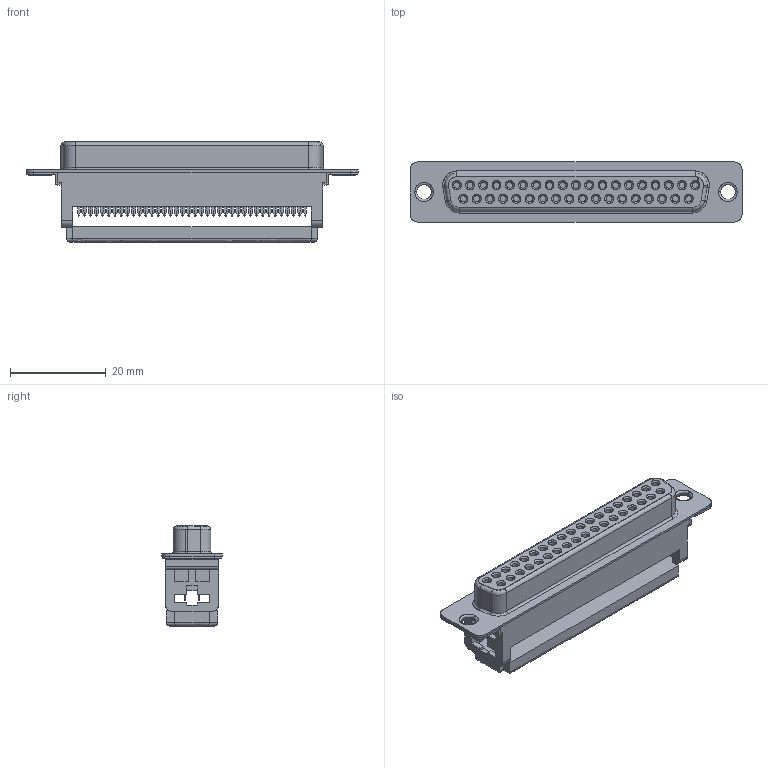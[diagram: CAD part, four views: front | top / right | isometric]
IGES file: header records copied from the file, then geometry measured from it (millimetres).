
Start section: SolidWorks IGES file using analytic representation for surfaces
Global section: file name: K99X-37S-BLK_A.IGS; native system: SolidWorks 2018; preprocessor: SolidWorks 2018; author: Dan; date: 190927.094835; units: millimetre
Bounding box: 69.4 x 12.55 x 21 mm (x, y, z)
Surface area: 6308.8 mm2 (no closed solid volume)
Topology: 0 solids, 0 shells, 773 faces, 5932 edges, 5932 vertices
Faces by surface type: bspline 569, revolution 204
